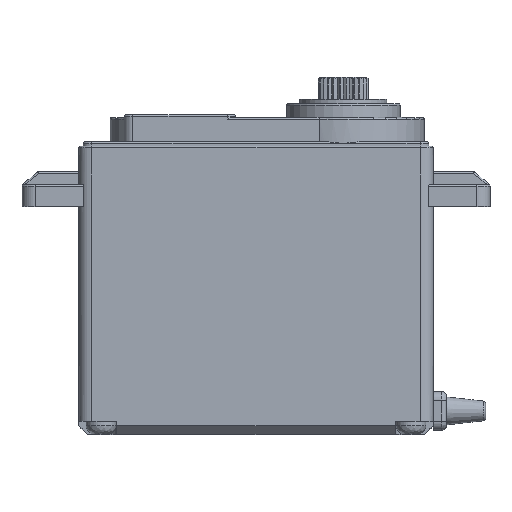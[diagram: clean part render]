
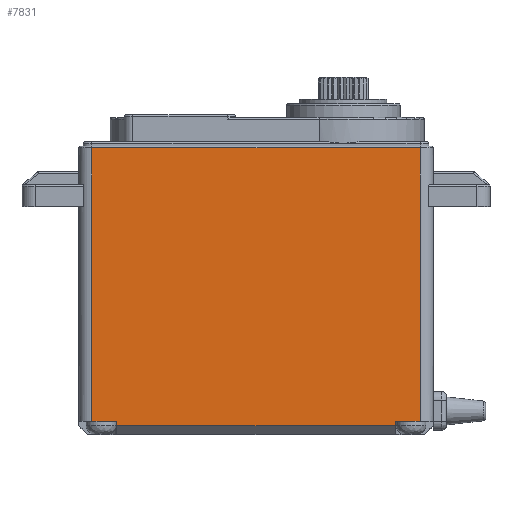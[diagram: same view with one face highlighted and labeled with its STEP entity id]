
A CAD part, top view. The second image highlights one B-rep face of the part: STEP entity #7831.
In plain terms, the highlighted planar face has unit normal (0, 0, 1).
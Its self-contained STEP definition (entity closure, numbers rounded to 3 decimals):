
#627=DIRECTION('',(0.,-1.,0.));
#628=VECTOR('',#627,31.3);
#629=CARTESIAN_POINT('',(-18.8,29.3,9.8));
#630=LINE('',#629,#628);
#652=DIRECTION('',(0.,-1.,0.));
#653=VECTOR('',#652,31.3);
#654=CARTESIAN_POINT('',(18.8,29.3,9.8));
#655=LINE('',#654,#653);
#656=DIRECTION('',(1.,0.,0.));
#657=VECTOR('',#656,2.85);
#658=CARTESIAN_POINT('',(15.95,-2.,9.8));
#659=LINE('',#658,#657);
#660=DIRECTION('',(0.,1.,0.));
#661=VECTOR('',#660,0.5);
#662=CARTESIAN_POINT('',(15.95,-2.5,9.8));
#663=LINE('',#662,#661);
#664=DIRECTION('',(1.,0.,0.));
#665=VECTOR('',#664,31.9);
#666=CARTESIAN_POINT('',(-15.95,-2.5,9.8));
#667=LINE('',#666,#665);
#668=DIRECTION('',(0.,-1.,0.));
#669=VECTOR('',#668,0.5);
#670=CARTESIAN_POINT('',(-15.95,-2.,9.8));
#671=LINE('',#670,#669);
#672=DIRECTION('',(1.,0.,0.));
#673=VECTOR('',#672,2.85);
#674=CARTESIAN_POINT('',(-18.8,-2.,9.8));
#675=LINE('',#674,#673);
#1862=DIRECTION('',(-1.,0.,0.));
#1863=VECTOR('',#1862,37.6);
#1864=CARTESIAN_POINT('',(18.8,29.3,9.8));
#1865=LINE('',#1864,#1863);
#5851=CARTESIAN_POINT('',(18.8,-2.,9.8));
#5852=VERTEX_POINT('',#5851);
#5857=CARTESIAN_POINT('',(15.95,-2.,9.8));
#5858=VERTEX_POINT('',#5857);
#5859=CARTESIAN_POINT('',(15.95,-2.5,9.8));
#5860=VERTEX_POINT('',#5859);
#5861=CARTESIAN_POINT('',(-15.95,-2.5,9.8));
#5862=VERTEX_POINT('',#5861);
#5865=CARTESIAN_POINT('',(-15.95,-2.,9.8));
#5866=VERTEX_POINT('',#5865);
#5875=CARTESIAN_POINT('',(-18.8,-2.,9.8));
#5876=VERTEX_POINT('',#5875);
#6128=CARTESIAN_POINT('',(18.8,29.3,9.8));
#6130=VERTEX_POINT('',#6128);
#6144=CARTESIAN_POINT('',(-18.8,29.3,9.8));
#6145=VERTEX_POINT('',#6144);
#7809=CARTESIAN_POINT('',(0.,10.2,9.8));
#7810=DIRECTION('',(0.,0.,1.));
#7811=DIRECTION('',(1.,0.,0.));
#7812=AXIS2_PLACEMENT_3D('',#7809,#7810,#7811);
#7813=PLANE('',#7812);
#7815=ORIENTED_EDGE('',*,*,#7814,.T.);
#7817=ORIENTED_EDGE('',*,*,#7816,.F.);
#7819=ORIENTED_EDGE('',*,*,#7818,.F.);
#7821=ORIENTED_EDGE('',*,*,#7820,.F.);
#7823=ORIENTED_EDGE('',*,*,#7822,.F.);
#7825=ORIENTED_EDGE('',*,*,#7824,.F.);
#7826=ORIENTED_EDGE('',*,*,#7782,.F.);
#7828=ORIENTED_EDGE('',*,*,#7827,.F.);
#7829=EDGE_LOOP('',(#7815,#7817,#7819,#7821,#7823,#7825,#7826,#7828));
#7830=FACE_OUTER_BOUND('',#7829,.F.);
#7831=ADVANCED_FACE('',(#7830),#7813,.T.);
#7782=EDGE_CURVE('',#6145,#5876,#630,.T.);
#7814=EDGE_CURVE('',#6130,#5852,#655,.T.);
#7816=EDGE_CURVE('',#5858,#5852,#659,.T.);
#7818=EDGE_CURVE('',#5860,#5858,#663,.T.);
#7820=EDGE_CURVE('',#5862,#5860,#667,.T.);
#7822=EDGE_CURVE('',#5866,#5862,#671,.T.);
#7824=EDGE_CURVE('',#5876,#5866,#675,.T.);
#7827=EDGE_CURVE('',#6130,#6145,#1865,.T.);
